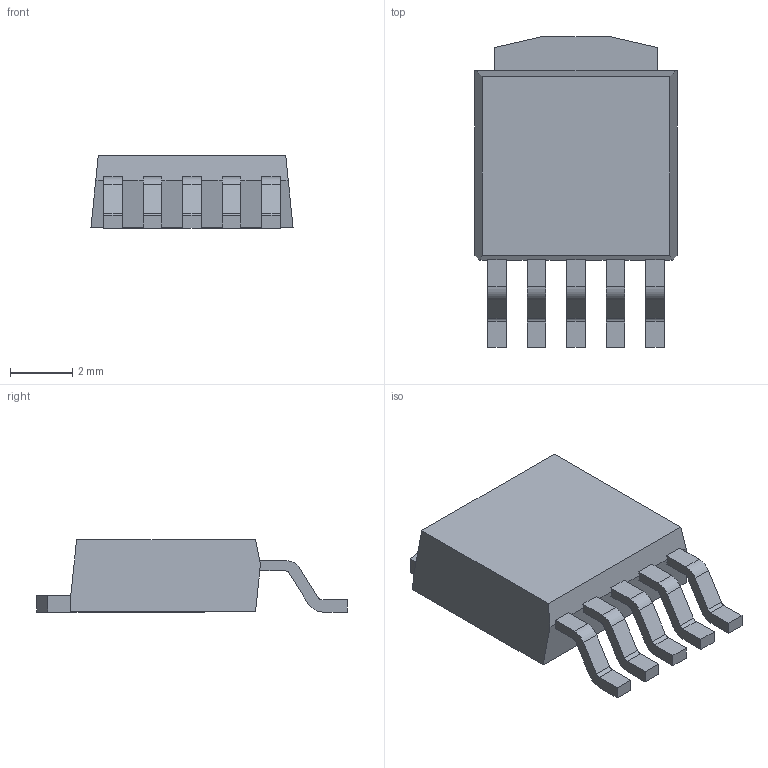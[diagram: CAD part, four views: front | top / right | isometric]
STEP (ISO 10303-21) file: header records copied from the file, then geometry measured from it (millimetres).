
FILE_DESCRIPTION(/* description */ ('Unknown'),/* implementation_level */ '2;1');
FILE_NAME(/* name */ 'MIC29302AWD-TR',/* time_stamp */ '2023-09-06T15:49:23+02:00',/* author */ ('Unknown'),/* organization */ ('Unknown'),/* preprocessor_version */ 'ST-DEVELOPER v18.102',/* originating_system */ 'Solid Edge',/* authorisation */ 'Unknown');
FILE_SCHEMA (('AUTOMOTIVE_DESIGN {1 0 10303 214 3 1 1}'));
Length unit declared in the file: millimetre
Products named in the file (1): MIC29302AWD-TR
Bounding box: 6.5 x 10 x 2.33 mm (x, y, z)
Volume: 92.9 mm3; surface area: 175.4 mm2
Topology: 1 solids, 1 shells, 90 faces, 260 edges, 172 vertices
Faces by surface type: plane 70, cylinder 20
Entity records: 3586 total; most frequent: CARTESIAN_POINT 523, ORIENTED_EDGE 520, DIRECTION 482, EDGE_CURVE 260, LINE 220, VECTOR 220, VERTEX_POINT 172, AXIS2_PLACEMENT_3D 131
